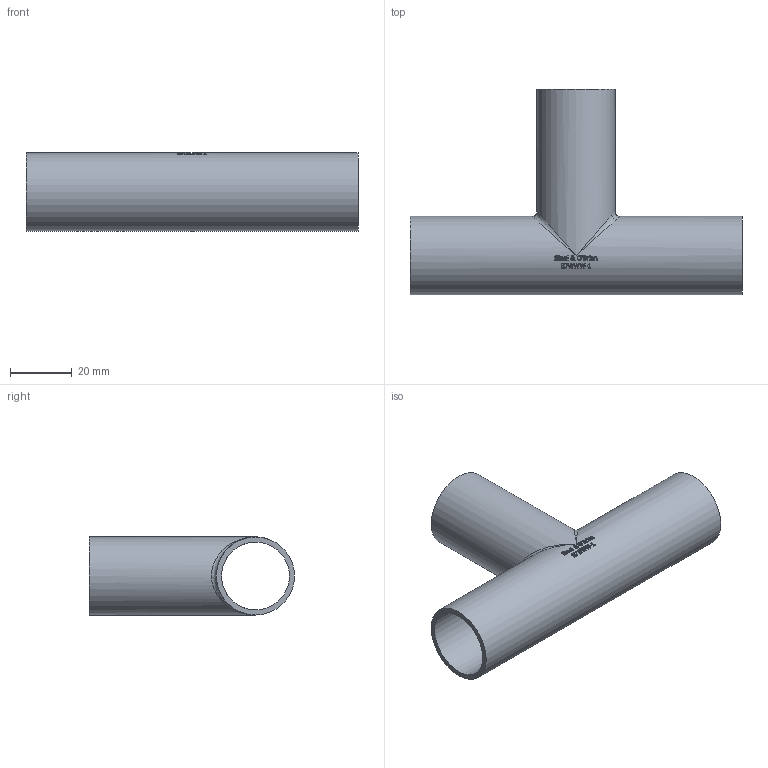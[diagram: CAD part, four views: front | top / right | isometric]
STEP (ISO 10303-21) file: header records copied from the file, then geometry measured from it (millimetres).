
FILE_DESCRIPTION(/* description */ (''),/* implementation_level */ '2;1');
FILE_NAME(/* name */ 'S7WWW-1.stp',/* time_stamp */ '2018-11-28T09:06:40-05:00',/* author */ ('ken'),/* organization */ (''),/* preprocessor_version */ 'ST-DEVELOPER v15.2',/* originating_system */ 'Autodesk Inventor 2014',/* authorisation */ '');
FILE_SCHEMA (('AUTOMOTIVE_DESIGN { 1 0 10303 214 3 1 1 }'));
Length unit declared in the file: inch
Products named in the file (1): S7WWW-1
Bounding box: 107.95 x 66.67 x 25.4 mm (x, y, z)
Volume: 18096.3 mm3; surface area: 22261.9 mm2
Topology: 1 solids, 1 shells, 318 faces, 866 edges, 574 vertices
Faces by surface type: plane 147, bspline 138, cylinder 33
Full cylindrical faces by diameter (mm): 22.098 x2, 25.4 x2
Entity records: 12685 total; most frequent: CARTESIAN_POINT 5430, ORIENTED_EDGE 1704, DIRECTION 1110, EDGE_CURVE 852, VERTEX_POINT 570, LINE 412, VECTOR 412, EDGE_LOOP 356
